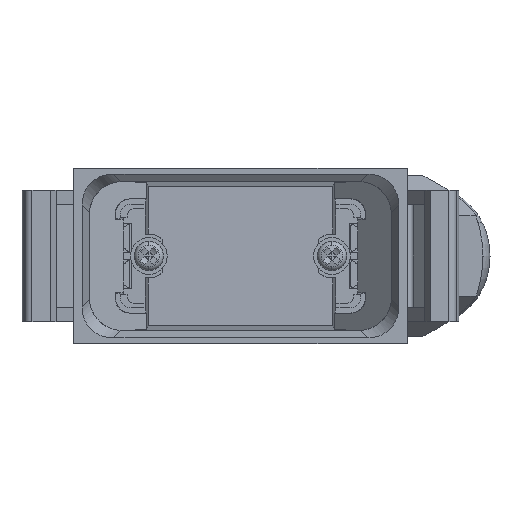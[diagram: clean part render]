
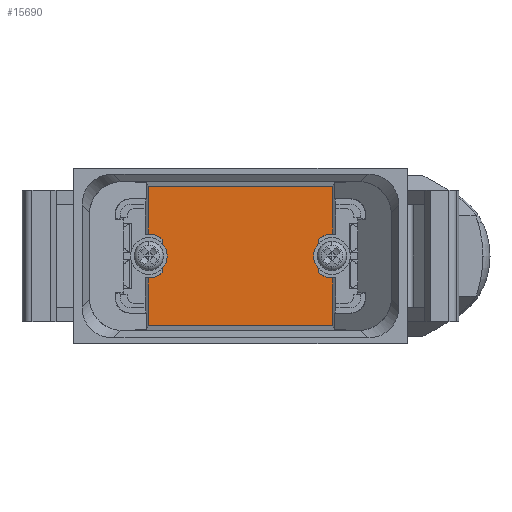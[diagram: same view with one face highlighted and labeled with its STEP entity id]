
A CAD part, front view. The second image highlights one B-rep face of the part: STEP entity #15690.
In plain terms, the highlighted face is planar.
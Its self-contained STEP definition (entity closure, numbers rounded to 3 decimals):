
#4910=CARTESIAN_POINT('',(-227.296,244.039,30.66))
;
#4920=VERTEX_POINT('',#4910);
#4950=CARTESIAN_POINT('',(0.,244.039,30.66));
#4960=DIRECTION('',(1.,0.,0.));
#4970=VECTOR('',#4960,1.);
#4980=LINE('',#4950,#4970);
#4990=CARTESIAN_POINT('',(-222.826,244.039,30.66))
;
#5000=VERTEX_POINT('',#4990);
#5010=EDGE_CURVE('',#4920,#5000,#4980,.T.);
#7630=CARTESIAN_POINT('',(-222.826,222.599,30.473))
;
#7640=VERTEX_POINT('',#7630);
#7670=CARTESIAN_POINT('',(0.,222.599,30.473));
#7680=DIRECTION('',(-1.,0.,0.));
#7690=VECTOR('',#7680,1.);
#7700=LINE('',#7670,#7690);
#7710=CARTESIAN_POINT('',(-227.296,222.599,30.473))
;
#7720=VERTEX_POINT('',#7710);
#7730=EDGE_CURVE('',#7640,#7720,#7700,.T.);
#13890=CARTESIAN_POINT('',(-234.583,220.715,
30.457));
#13900=VERTEX_POINT('',#13890);
#14690=CARTESIAN_POINT('',(-228.059,220.715,
30.457));
#14700=VERTEX_POINT('',#14690);
#14730=CARTESIAN_POINT('',(0.,220.715,30.457));
#14740=DIRECTION('',(1.,0.,0.));
#14750=VECTOR('',#14740,1.);
#14760=LINE('',#14730,#14750);
#14770=EDGE_CURVE('',#13900,#14700,#14760,.T.);
#14890=CARTESIAN_POINT('',(-215.054,245.921,
30.677));
#14900=DIRECTION('',(0.,0.009,
-1.));
#14910=DIRECTION('',(-1.,0.,0.));
#14920=AXIS2_PLACEMENT_3D('',#14890,#14900,#14910);
#14930=PLANE('',#14920);
#14940=ORIENTED_EDGE('',*,*,#14770,.F.);
#14950=CARTESIAN_POINT('',(-225.561,220.799,30.457));
#14960=DIRECTION('',(0.,0.009,
-1.));
#14970=DIRECTION('',(0.,1.,
0.009));
#14980=AXIS2_PLACEMENT_3D('',#14950,#14960,#14970);
#14990=ELLIPSE('',#14980,2.5,2.5);
#15000=EDGE_CURVE('',#14700,#7720,#14990,.T.);
#15010=ORIENTED_EDGE('',*,*,#15000,.F.);
#15020=ORIENTED_EDGE('',*,*,#7730,.T.);
#15030=CARTESIAN_POINT('',(-224.561,220.799,30.457));
#15040=DIRECTION('',(0.,0.009,
-1.));
#15050=DIRECTION('',(0.,1.,
0.009));
#15060=AXIS2_PLACEMENT_3D('',#15030,#15040,#15050);
#15070=ELLIPSE('',#15060,2.5,2.5);
#15080=CARTESIAN_POINT('',(-222.062,220.715,
30.457));
#15090=VERTEX_POINT('',#15080);
#15100=EDGE_CURVE('',#7640,#15090,#15070,.T.);
#15110=ORIENTED_EDGE('',*,*,#15100,.F.);
#15120=CARTESIAN_POINT('',(0.,220.715,30.457));
#15130=DIRECTION('',(-1.,0.,0.));
#15140=VECTOR('',#15130,1.);
#15150=LINE('',#15120,#15140);
#15160=CARTESIAN_POINT('',(-215.539,220.715,
30.457));
#15170=VERTEX_POINT('',#15160);
#15180=EDGE_CURVE('',#15170,#15090,#15150,.T.);
#15190=ORIENTED_EDGE('',*,*,#15180,.T.);
#15200=CARTESIAN_POINT('',(-215.505,0.,28.53));
#15210=DIRECTION('',(0.,1.,
0.009));
#15220=VECTOR('',#15210,1.);
#15230=LINE('',#15200,#15220);
#15240=CARTESIAN_POINT('',(-215.543,245.921,
30.677));
#15250=VERTEX_POINT('',#15240);
#15260=EDGE_CURVE('',#15170,#15250,#15230,.T.);
#15270=ORIENTED_EDGE('',*,*,#15260,.F.);
#15280=CARTESIAN_POINT('',(0.,245.921,30.677));
#15290=DIRECTION('',(-1.,0.,0.));
#15300=VECTOR('',#15290,1.);
#15310=LINE('',#15280,#15300);
#15320=CARTESIAN_POINT('',(-222.062,245.921,
30.677));
#15330=VERTEX_POINT('',#15320);
#15340=EDGE_CURVE('',#15250,#15330,#15310,.T.);
#15350=ORIENTED_EDGE('',*,*,#15340,.F.);
#15360=CARTESIAN_POINT('',(-224.561,245.839,30.676));
#15370=DIRECTION('',(0.,0.009,
-1.));
#15380=DIRECTION('',(0.,1.,
0.009));
#15390=AXIS2_PLACEMENT_3D('',#15360,#15370,#15380);
#15400=ELLIPSE('',#15390,2.5,2.5);
#15410=EDGE_CURVE('',#15330,#5000,#15400,.T.);
#15420=ORIENTED_EDGE('',*,*,#15410,.F.);
#15430=ORIENTED_EDGE('',*,*,#5010,.T.);
#15440=CARTESIAN_POINT('',(-225.561,245.839,30.676));
#15450=DIRECTION('',(0.,0.009,
-1.));
#15460=DIRECTION('',(0.,1.,
0.009));
#15470=AXIS2_PLACEMENT_3D('',#15440,#15450,#15460);
#15480=ELLIPSE('',#15470,2.5,2.5);
#15490=CARTESIAN_POINT('',(-228.059,245.921,
30.677));
#15500=VERTEX_POINT('',#15490);
#15510=EDGE_CURVE('',#4920,#15500,#15480,.T.);
#15520=ORIENTED_EDGE('',*,*,#15510,.F.);
#15530=CARTESIAN_POINT('',(0.,245.921,30.677));
#15540=DIRECTION('',(-1.,0.,0.));
#15550=VECTOR('',#15540,1.);
#15560=LINE('',#15530,#15550);
#15570=CARTESIAN_POINT('',(-234.579,245.921,
30.677));
#15580=VERTEX_POINT('',#15570);
#15590=EDGE_CURVE('',#15500,#15580,#15560,.T.);
#15600=ORIENTED_EDGE('',*,*,#15590,.F.);
#15610=CARTESIAN_POINT('',(-234.616,0.,28.53));
#15620=DIRECTION('',(0.,1.,
0.009));
#15630=VECTOR('',#15620,1.);
#15640=LINE('',#15610,#15630);
#15650=EDGE_CURVE('',#13900,#15580,#15640,.T.);
#15660=ORIENTED_EDGE('',*,*,#15650,.T.);
#15670=EDGE_LOOP('',(#15660,#15600,#15520,#15430,#15420,#15350,#15270,
#15190,#15110,#15020,#15010,#14940));
#15680=FACE_OUTER_BOUND('',#15670,.T.);
#15690=ADVANCED_FACE('',(#15680),#14930,.T.);
